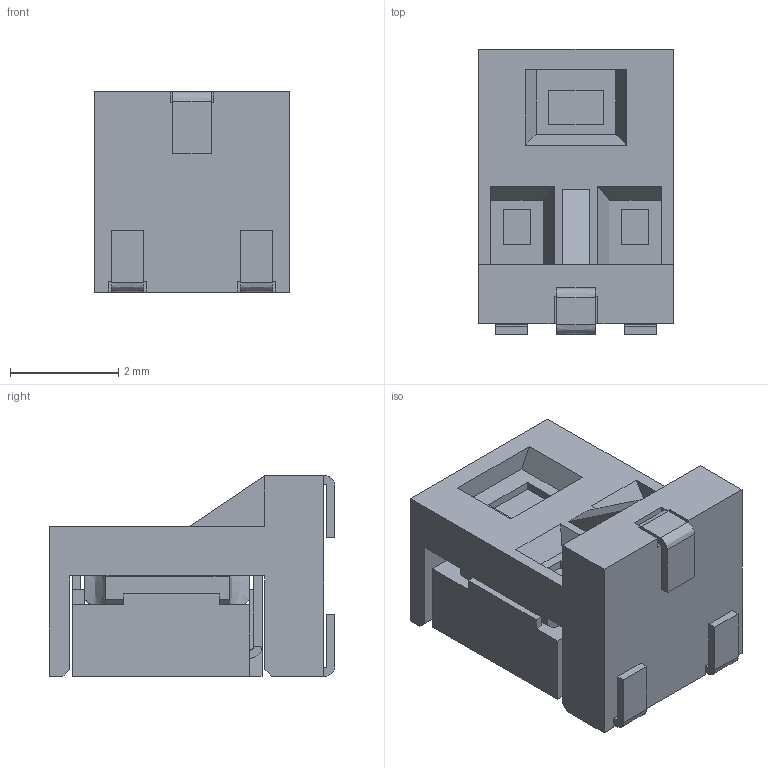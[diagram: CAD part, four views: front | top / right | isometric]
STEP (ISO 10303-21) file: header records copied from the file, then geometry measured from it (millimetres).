
FILE_DESCRIPTION((''),'2;1');
FILE_NAME('3313S002','2011-02-01T',('minhn'),('Bourns, Inc.'),'PRO/ENGINEER BY PARAMETRIC TECHNOLOGY CORPORATION, 2001200','PRO/ENGINEER BY PARAMETRIC TECHNOLOGY CORPORATION, 2001200','');
FILE_SCHEMA(('AUTOMOTIVE_DESIGN_CC2 { 1 2 10303 214 -1 1 5 2 }'));
Length unit declared in the file: inch
Products named in the file (1): 3313S002
Bounding box: 3.61 x 5.28 x 3.71 mm (x, y, z)
Volume: 44.3 mm3; surface area: 214.9 mm2
Topology: 1 solids, 4 shells, 347 faces, 962 edges, 613 vertices
Faces by surface type: bspline 347
Entity records: 14951 total; most frequent: CARTESIAN_POINT 4177, ORIENTED_EDGE 1924, DIRECTION 1084, PRESENTATION_STYLE_ASSIGNMENT 963, STYLED_ITEM 963, CURVE_STYLE 962, EDGE_CURVE 962, VECTOR 788
